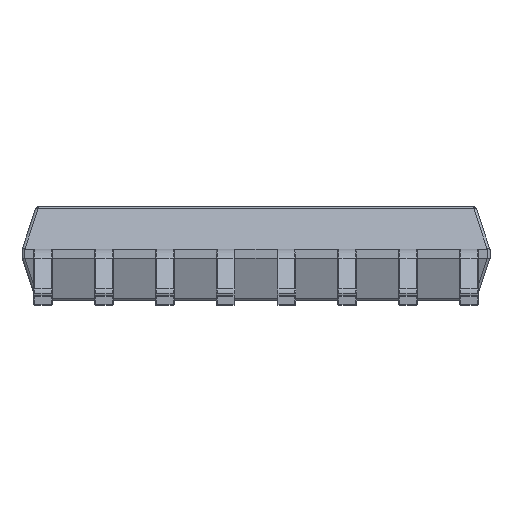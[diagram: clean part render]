
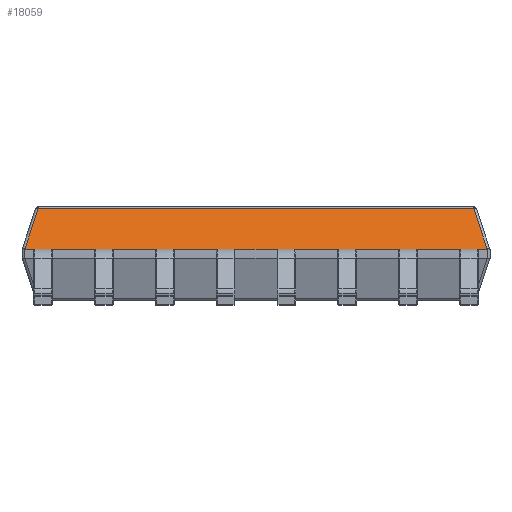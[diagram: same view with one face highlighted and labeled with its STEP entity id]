
A CAD part, front view. The second image highlights one B-rep face of the part: STEP entity #18059.
In plain terms, the highlighted planar face has unit normal (0, -0.949, 0.316).
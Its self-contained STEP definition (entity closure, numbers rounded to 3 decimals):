
#466=ELLIPSE('',#19355,0.095,0.03);
#467=ELLIPSE('',#19356,0.095,0.03);
#879=PLANE('',#19354);
#1399=FACE_OUTER_BOUND('',#2651,.T.);
#2651=EDGE_LOOP('',(#12382,#12383,#12384,#12385,#12386,#12387));
#3974=LINE('',#27987,#5553);
#3995=LINE('',#28052,#5574);
#3996=LINE('',#28054,#5575);
#3997=LINE('',#28056,#5576);
#5553=VECTOR('',#21398,1.);
#5574=VECTOR('',#21455,1.);
#5575=VECTOR('',#21456,1.);
#5576=VECTOR('',#21457,1.);
#7994=VERTEX_POINT('',#27984);
#7995=VERTEX_POINT('',#27986);
#8020=VERTEX_POINT('',#28049);
#8021=VERTEX_POINT('',#28051);
#8022=VERTEX_POINT('',#28053);
#8023=VERTEX_POINT('',#28055);
#9589=EDGE_CURVE('',#7994,#7995,#3974,.T.);
#9620=EDGE_CURVE('',#7994,#8020,#466,.T.);
#9621=EDGE_CURVE('',#8020,#8021,#3995,.T.);
#9622=EDGE_CURVE('',#8021,#8022,#3996,.T.);
#9623=EDGE_CURVE('',#8022,#8023,#3997,.T.);
#9624=EDGE_CURVE('',#8023,#7995,#467,.T.);
#12382=ORIENTED_EDGE('',*,*,#9589,.F.);
#12383=ORIENTED_EDGE('',*,*,#9620,.T.);
#12384=ORIENTED_EDGE('',*,*,#9621,.T.);
#12385=ORIENTED_EDGE('',*,*,#9622,.T.);
#12386=ORIENTED_EDGE('',*,*,#9623,.T.);
#12387=ORIENTED_EDGE('',*,*,#9624,.T.);
#18059=ADVANCED_FACE('',(#1399),#879,.T.);
#19354=AXIS2_PLACEMENT_3D('',#28048,#21451,#21452);
#19355=AXIS2_PLACEMENT_3D('',#28050,#21453,#21454);
#19356=AXIS2_PLACEMENT_3D('',#28057,#21458,#21459);
#21398=DIRECTION('',(-1.,0.,0.));
#21451=DIRECTION('center_axis',(0.,-0.949,
0.316));
#21452=DIRECTION('ref_axis',(-1.,0.,0.));
#21453=DIRECTION('center_axis',(0.,-0.949,
0.316));
#21454=DIRECTION('ref_axis',(0.,-0.316,-0.949));
#21455=DIRECTION('',(-0.302,0.302,0.905));
#21456=DIRECTION('',(-1.,0.,0.));
#21457=DIRECTION('',(-0.302,-0.302,-0.905));
#21458=DIRECTION('center_axis',(0.,-0.949,
0.316));
#21459=DIRECTION('ref_axis',(0.,-0.316,-0.949));
#27984=CARTESIAN_POINT('',(2.47,-2.2,0.599));
#27986=CARTESIAN_POINT('',(-2.47,-2.2,0.599));
#27987=CARTESIAN_POINT('',(-2.5,-2.2,0.599));
#28048=CARTESIAN_POINT('Origin',(0.,-2.05,1.049));
#28049=CARTESIAN_POINT('',(2.472,-2.2,0.599));
#28050=CARTESIAN_POINT('Origin',(2.47,-2.17,0.689));
#28051=CARTESIAN_POINT('',(2.328,-2.057,1.029));
#28052=CARTESIAN_POINT('',(2.11,-1.839,1.682));
#28053=CARTESIAN_POINT('',(-2.328,-2.057,1.029));
#28054=CARTESIAN_POINT('',(0.,-2.057,1.029));
#28055=CARTESIAN_POINT('',(-2.472,-2.2,0.599));
#28056=CARTESIAN_POINT('',(-2.11,-1.839,1.682));
#28057=CARTESIAN_POINT('Origin',(-2.47,-2.17,0.689));
